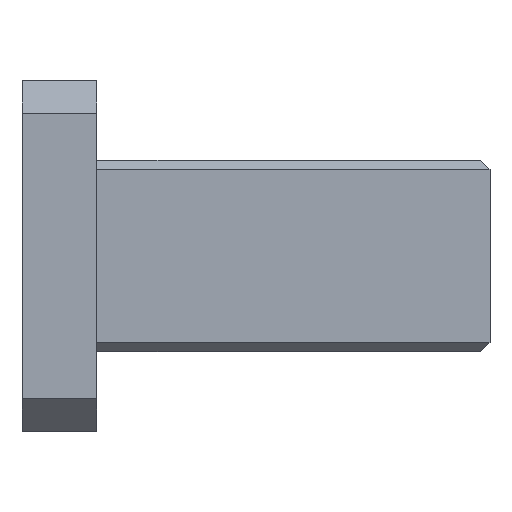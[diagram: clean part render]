
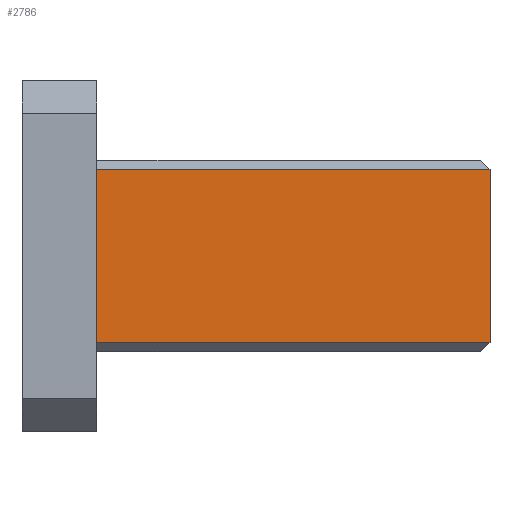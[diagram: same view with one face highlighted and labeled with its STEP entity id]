
A CAD part, front view. The second image highlights one B-rep face of the part: STEP entity #2786.
In plain terms, the highlighted planar face has unit normal (0, -1, 0).
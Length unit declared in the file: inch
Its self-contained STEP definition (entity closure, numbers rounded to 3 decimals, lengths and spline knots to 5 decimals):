
#58 = EDGE_CURVE ( 'NONE', #1556, #2224, #585, .T. ) ;
#118 = ORIENTED_EDGE ( 'NONE', *, *, #1784, .T. ) ;
#249 = CARTESIAN_POINT ( 'NONE',  ( 1., -0.17, 0.185 ) ) ;
#512 = VECTOR ( 'NONE', #3014, 39.37008 ) ;
#585 = LINE ( 'NONE', #1672, #512 ) ;
#625 = AXIS2_PLACEMENT_3D ( 'NONE', #698, #2087, #1163 ) ;
#698 = CARTESIAN_POINT ( 'NONE',  ( 1., -0.17, -0.375 ) ) ;
#786 = VECTOR ( 'NONE', #1800, 39.37008 ) ;
#892 = VERTEX_POINT ( 'NONE', #1778 ) ;
#905 = VECTOR ( 'NONE', #1970, 39.37008 ) ;
#1070 = EDGE_LOOP ( 'NONE', ( #118, #1680, #1892, #1611 ) ) ;
#1163 = DIRECTION ( 'NONE',  ( -1., 0., 0. ) ) ;
#1165 = DIRECTION ( 'NONE',  ( 1., 0., 0. ) ) ;
#1216 = CARTESIAN_POINT ( 'NONE',  ( 1., -0.17, -0.185 ) ) ;
#1224 = LINE ( 'NONE', #1216, #3007 ) ;
#1523 = EDGE_CURVE ( 'NONE', #892, #1718, #1224, .T. ) ;
#1556 = VERTEX_POINT ( 'NONE', #249 ) ;
#1611 = ORIENTED_EDGE ( 'NONE', *, *, #1523, .T. ) ;
#1635 = PLANE ( 'NONE',  #625 ) ;
#1640 = FACE_OUTER_BOUND ( 'NONE', #1070, .T. ) ;
#1672 = CARTESIAN_POINT ( 'NONE',  ( 1., -0.17, 0.185 ) ) ;
#1680 = ORIENTED_EDGE ( 'NONE', *, *, #58, .T. ) ;
#1718 = VERTEX_POINT ( 'NONE', #2010 ) ;
#1778 = CARTESIAN_POINT ( 'NONE',  ( 0.16, -0.17, -0.185 ) ) ;
#1784 = EDGE_CURVE ( 'NONE', #1718, #1556, #2499, .T. ) ;
#1800 = DIRECTION ( 'NONE',  ( 0., 0., 1. ) ) ;
#1851 = CARTESIAN_POINT ( 'NONE',  ( 1., -0.17, -0.375 ) ) ;
#1892 = ORIENTED_EDGE ( 'NONE', *, *, #2063, .F. ) ;
#1948 = CARTESIAN_POINT ( 'NONE',  ( 0.16, -0.17, -0.375 ) ) ;
#1970 = DIRECTION ( 'NONE',  ( 0., 0., 1. ) ) ;
#2010 = CARTESIAN_POINT ( 'NONE',  ( 1., -0.17, -0.185 ) ) ;
#2063 = EDGE_CURVE ( 'NONE', #892, #2224, #2604, .T. ) ;
#2087 = DIRECTION ( 'NONE',  ( 0., 1., 0. ) ) ;
#2224 = VERTEX_POINT ( 'NONE', #2691 ) ;
#2499 = LINE ( 'NONE', #1851, #786 ) ;
#2604 = LINE ( 'NONE', #1948, #905 ) ;
#2691 = CARTESIAN_POINT ( 'NONE',  ( 0.16, -0.17, 0.185 ) ) ;
#2786 = ADVANCED_FACE ( 'NONE', ( #1640 ), #1635, .F. ) ;
#3007 = VECTOR ( 'NONE', #1165, 39.37008 ) ;
#3014 = DIRECTION ( 'NONE',  ( -1., 0., 0. ) ) ;
